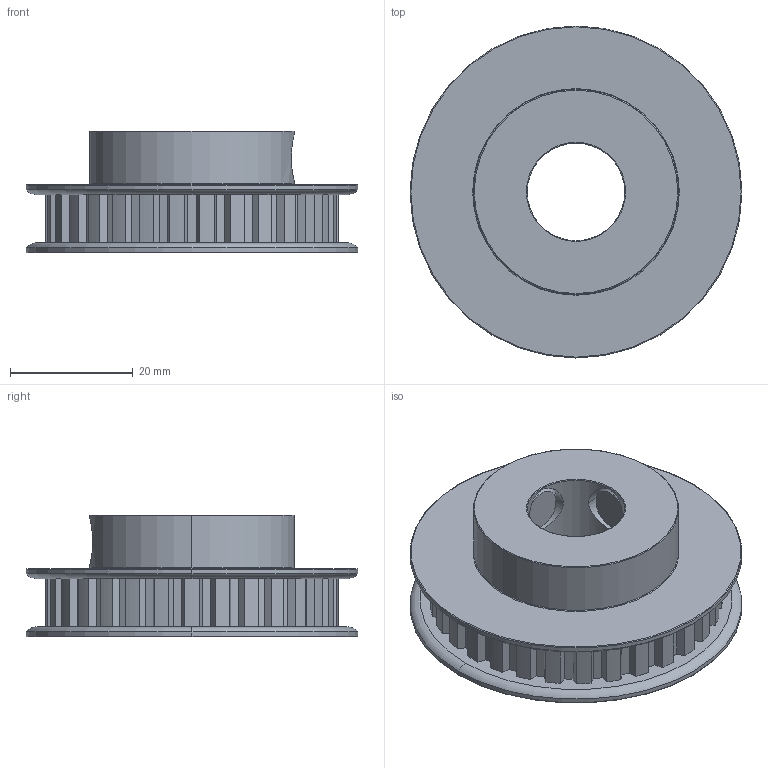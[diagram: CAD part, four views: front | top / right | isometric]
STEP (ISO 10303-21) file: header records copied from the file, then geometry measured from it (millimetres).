
FILE_DESCRIPTION (( 'STEP AP203' ), '1' );
FILE_NAME ('1277N26_Corrosion-Resistant Timing Belt Pulley.STEP', '2021-07-10T03:19:15', ( 'Administrator' ), ( 'Managed by Terraform' ), 'SwSTEP 2.0', 'SolidWorks 2017', '' );
FILE_SCHEMA (( 'CONFIG_CONTROL_DESIGN' ));
Length unit declared in the file: inch
Products named in the file (1): 1277N26_Corrosion-Resistant Timing Belt Pulley
Bounding box: 53.98 x 53.98 x 19.84 mm (x, y, z)
Volume: 24216.2 mm3; surface area: 9344.7 mm2
Topology: 1 solids, 1 shells, 188 faces, 517 edges, 338 vertices
Faces by surface type: plane 113, cylinder 47, torus 16, cone 8, bspline 4
Entity records: 6800 total; most frequent: CARTESIAN_POINT 1862, ORIENTED_EDGE 1034, DIRECTION 1001, EDGE_CURVE 517, VECTOR 363, LINE 363, VERTEX_POINT 338, AXIS2_PLACEMENT_3D 319
